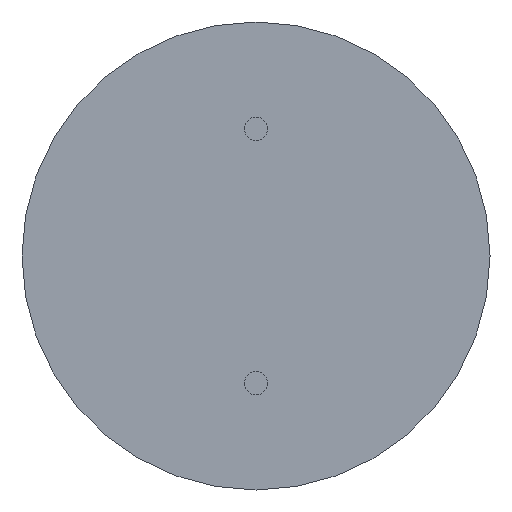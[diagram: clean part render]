
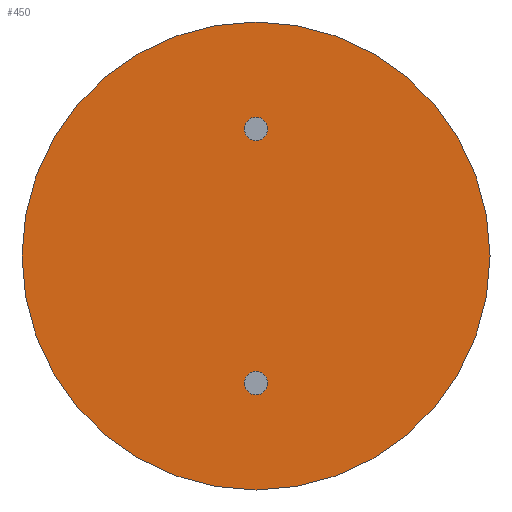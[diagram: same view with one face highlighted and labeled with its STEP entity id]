
A CAD part, front view. The second image highlights one B-rep face of the part: STEP entity #450.
In plain terms, the highlighted planar face has unit normal (0, -1, 0).
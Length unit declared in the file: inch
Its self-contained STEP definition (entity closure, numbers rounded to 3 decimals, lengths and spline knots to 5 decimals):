
#2 = CARTESIAN_POINT ( 'NONE',  ( 0., 0., 0.13583 ) ) ;
#5 = ORIENTED_EDGE ( 'NONE', *, *, #168, .F. ) ;
#17 = ORIENTED_EDGE ( 'NONE', *, *, #587, .F. ) ;
#68 = CARTESIAN_POINT ( 'NONE',  ( 0., 0., 0.27559 ) ) ;
#83 = EDGE_CURVE ( 'NONE', #421, #478, #153, .T. ) ;
#100 = CIRCLE ( 'NONE', #710, 0.27559 ) ;
#126 = CARTESIAN_POINT ( 'NONE',  ( 0., 0., 0. ) ) ;
#129 = CIRCLE ( 'NONE', #422, 0.01378 ) ;
#137 = EDGE_LOOP ( 'NONE', ( #17, #5 ) ) ;
#150 = DIRECTION ( 'NONE',  ( 0., 0., 1. ) ) ;
#153 = CIRCLE ( 'NONE', #447, 0.01378 ) ;
#161 = CARTESIAN_POINT ( 'NONE',  ( 0., 0., 0.16339 ) ) ;
#163 = FACE_BOUND ( 'NONE', #633, .T. ) ;
#168 = EDGE_CURVE ( 'NONE', #347, #303, #189, .T. ) ;
#182 = CARTESIAN_POINT ( 'NONE',  ( 0., 0., 0.14961 ) ) ;
#189 = CIRCLE ( 'NONE', #277, 0.01378 ) ;
#200 = ORIENTED_EDGE ( 'NONE', *, *, #516, .F. ) ;
#211 = CARTESIAN_POINT ( 'NONE',  ( 0., 0., 0. ) ) ;
#229 = AXIS2_PLACEMENT_3D ( 'NONE', #211, #649, #150 ) ;
#237 = AXIS2_PLACEMENT_3D ( 'NONE', #336, #272, #599 ) ;
#248 = CARTESIAN_POINT ( 'NONE',  ( 0., 0., -0.16339 ) ) ;
#272 = DIRECTION ( 'NONE',  ( 0., 1., 0. ) ) ;
#277 = AXIS2_PLACEMENT_3D ( 'NONE', #625, #376, #439 ) ;
#290 = DIRECTION ( 'NONE',  ( 0., 1., 0. ) ) ;
#291 = VERTEX_POINT ( 'NONE', #68 ) ;
#296 = DIRECTION ( 'NONE',  ( 0., 0., 1. ) ) ;
#299 = EDGE_CURVE ( 'NONE', #638, #291, #100, .T. ) ;
#303 = VERTEX_POINT ( 'NONE', #624 ) ;
#306 = CARTESIAN_POINT ( 'NONE',  ( 0., 0., -0.14961 ) ) ;
#309 = CARTESIAN_POINT ( 'NONE',  ( 0., 0., 0.14961 ) ) ;
#310 = EDGE_LOOP ( 'NONE', ( #626, #200 ) ) ;
#315 = DIRECTION ( 'NONE',  ( 0., -1., 0. ) ) ;
#336 = CARTESIAN_POINT ( 'NONE',  ( 0., 0., 0. ) ) ;
#347 = VERTEX_POINT ( 'NONE', #248 ) ;
#376 = DIRECTION ( 'NONE',  ( 0., -1., 0. ) ) ;
#394 = PLANE ( 'NONE',  #237 ) ;
#420 = DIRECTION ( 'NONE',  ( 0., 0., 1. ) ) ;
#421 = VERTEX_POINT ( 'NONE', #2 ) ;
#422 = AXIS2_PLACEMENT_3D ( 'NONE', #306, #434, #580 ) ;
#434 = DIRECTION ( 'NONE',  ( 0., -1., 0. ) ) ;
#439 = DIRECTION ( 'NONE',  ( 0., 0., 1. ) ) ;
#447 = AXIS2_PLACEMENT_3D ( 'NONE', #182, #473, #296 ) ;
#450 = ADVANCED_FACE ( 'NONE', ( #163, #497, #601 ), #394, .F. ) ;
#473 = DIRECTION ( 'NONE',  ( 0., -1., 0. ) ) ;
#478 = VERTEX_POINT ( 'NONE', #161 ) ;
#484 = CIRCLE ( 'NONE', #534, 0.01378 ) ;
#488 = ORIENTED_EDGE ( 'NONE', *, *, #627, .F. ) ;
#497 = FACE_OUTER_BOUND ( 'NONE', #310, .T. ) ;
#516 = EDGE_CURVE ( 'NONE', #291, #638, #656, .T. ) ;
#531 = ORIENTED_EDGE ( 'NONE', *, *, #83, .F. ) ;
#534 = AXIS2_PLACEMENT_3D ( 'NONE', #309, #315, #420 ) ;
#567 = DIRECTION ( 'NONE',  ( 0., 0., 1. ) ) ;
#580 = DIRECTION ( 'NONE',  ( 0., 0., 1. ) ) ;
#587 = EDGE_CURVE ( 'NONE', #303, #347, #129, .T. ) ;
#599 = DIRECTION ( 'NONE',  ( 0., 0., 1. ) ) ;
#601 = FACE_BOUND ( 'NONE', #137, .T. ) ;
#624 = CARTESIAN_POINT ( 'NONE',  ( 0., 0., -0.13583 ) ) ;
#625 = CARTESIAN_POINT ( 'NONE',  ( 0., 0., -0.14961 ) ) ;
#626 = ORIENTED_EDGE ( 'NONE', *, *, #299, .F. ) ;
#627 = EDGE_CURVE ( 'NONE', #478, #421, #484, .T. ) ;
#633 = EDGE_LOOP ( 'NONE', ( #488, #531 ) ) ;
#635 = CARTESIAN_POINT ( 'NONE',  ( 0., 0., -0.27559 ) ) ;
#638 = VERTEX_POINT ( 'NONE', #635 ) ;
#649 = DIRECTION ( 'NONE',  ( 0., 1., 0. ) ) ;
#656 = CIRCLE ( 'NONE', #229, 0.27559 ) ;
#710 = AXIS2_PLACEMENT_3D ( 'NONE', #126, #290, #567 ) ;
